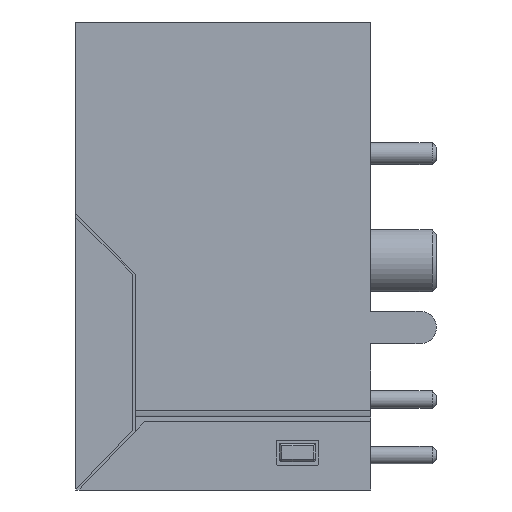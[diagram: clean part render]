
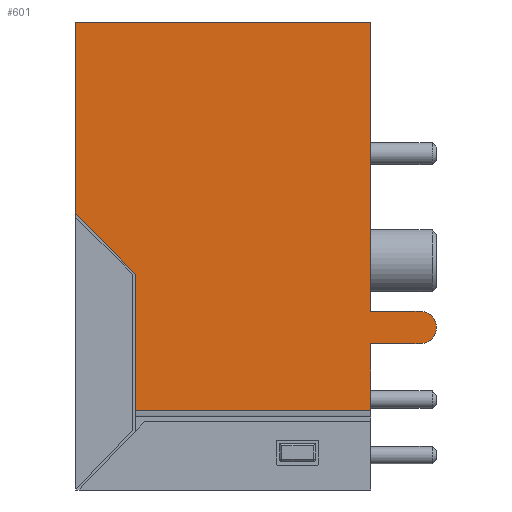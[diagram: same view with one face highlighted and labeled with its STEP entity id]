
A CAD part, left-side view. The second image highlights one B-rep face of the part: STEP entity #601.
In plain terms, the highlighted planar face has unit normal (-1, 0, 0).
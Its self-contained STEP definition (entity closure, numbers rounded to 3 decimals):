
#98 = CARTESIAN_POINT ( 'NONE',  ( 0., -15.75, -13.22 ) ) ;
#348 = LINE ( 'NONE', #7776, #2367 ) ;
#490 = ORIENTED_EDGE ( 'NONE', *, *, #7614, .T. ) ;
#601 = ADVANCED_FACE ( 'NONE', ( #8885 ), #21960, .T. ) ;
#751 = CARTESIAN_POINT ( 'NONE',  ( 0., -2.72, -21.4 ) ) ;
#1344 = CARTESIAN_POINT ( 'NONE',  ( 0., -15.75, -13.97 ) ) ;
#1353 = ORIENTED_EDGE ( 'NONE', *, *, #10649, .T. ) ;
#2157 = AXIS2_PLACEMENT_3D ( 'NONE', #23657, #10855, #7374 ) ;
#2322 = ORIENTED_EDGE ( 'NONE', *, *, #19478, .T. ) ;
#2367 = VECTOR ( 'NONE', #11132, 1000. ) ;
#2446 = VERTEX_POINT ( 'NONE', #5013 ) ;
#2686 = CARTESIAN_POINT ( 'NONE',  ( 0., -13.5, 0. ) ) ;
#3245 = VERTEX_POINT ( 'NONE', #8957 ) ;
#3463 = LINE ( 'NONE', #10870, #22069 ) ;
#3824 = AXIS2_PLACEMENT_3D ( 'NONE', #1344, #21649, #16382 ) ;
#4462 = LINE ( 'NONE', #21232, #22691 ) ;
#4501 = CARTESIAN_POINT ( 'NONE',  ( 0., -13.5, -13.22 ) ) ;
#4538 = LINE ( 'NONE', #2686, #13638 ) ;
#4716 = DIRECTION ( 'NONE',  ( 0., 0., 1. ) ) ;
#5013 = CARTESIAN_POINT ( 'NONE',  ( 0., -2.72, -17.748 ) ) ;
#5695 = ORIENTED_EDGE ( 'NONE', *, *, #12316, .T. ) ;
#5747 = CIRCLE ( 'NONE', #3824, 0.75 ) ;
#5771 = CARTESIAN_POINT ( 'NONE',  ( 0., -13.5, 0. ) ) ;
#5927 = VERTEX_POINT ( 'NONE', #7221 ) ;
#6130 = VECTOR ( 'NONE', #22803, 1000. ) ;
#7221 = CARTESIAN_POINT ( 'NONE',  ( 0., -13.5, -14.72 ) ) ;
#7374 = DIRECTION ( 'NONE',  ( 0., 0., 1. ) ) ;
#7614 = EDGE_CURVE ( 'NONE', #17164, #14004, #16573, .T. ) ;
#7776 = CARTESIAN_POINT ( 'NONE',  ( 0., -13.5, -14.72 ) ) ;
#7984 = VECTOR ( 'NONE', #24040, 1000. ) ;
#8303 = VERTEX_POINT ( 'NONE', #19461 ) ;
#8606 = VECTOR ( 'NONE', #4716, 1000. ) ;
#8676 = EDGE_LOOP ( 'NONE', ( #10209, #14913, #5695, #14452, #1353, #490, #2322, #18290, #22617, #10620 ) ) ;
#8885 = FACE_OUTER_BOUND ( 'NONE', #8676, .T. ) ;
#8957 = CARTESIAN_POINT ( 'NONE',  ( 0., -15.75, -14.72 ) ) ;
#9374 = CARTESIAN_POINT ( 'NONE',  ( 0., -12.956, -21.935 ) ) ;
#10209 = ORIENTED_EDGE ( 'NONE', *, *, #15071, .T. ) ;
#10334 = EDGE_CURVE ( 'NONE', #11011, #10847, #4538, .T. ) ;
#10620 = ORIENTED_EDGE ( 'NONE', *, *, #22176, .T. ) ;
#10649 = EDGE_CURVE ( 'NONE', #3245, #17164, #5747, .T. ) ;
#10847 = VERTEX_POINT ( 'NONE', #24127 ) ;
#10855 = DIRECTION ( 'NONE',  ( -1., 0., 0. ) ) ;
#10870 = CARTESIAN_POINT ( 'NONE',  ( 0., -13.5, -21.4 ) ) ;
#11010 = LINE ( 'NONE', #9374, #6130 ) ;
#11011 = VERTEX_POINT ( 'NONE', #5771 ) ;
#11132 = DIRECTION ( 'NONE',  ( 0., -1., 0. ) ) ;
#12143 = EDGE_CURVE ( 'NONE', #2446, #8303, #19792, .T. ) ;
#12254 = EDGE_CURVE ( 'NONE', #5927, #3245, #348, .T. ) ;
#12316 = EDGE_CURVE ( 'NONE', #8303, #5927, #4462, .T. ) ;
#13546 = DIRECTION ( 'NONE',  ( 0., 0., 1. ) ) ;
#13638 = VECTOR ( 'NONE', #19713, 1000. ) ;
#14004 = VERTEX_POINT ( 'NONE', #4501 ) ;
#14063 = CARTESIAN_POINT ( 'NONE',  ( 0., 0., -21.4 ) ) ;
#14234 = DIRECTION ( 'NONE',  ( 0., 0., -1. ) ) ;
#14452 = ORIENTED_EDGE ( 'NONE', *, *, #12254, .T. ) ;
#14913 = ORIENTED_EDGE ( 'NONE', *, *, #12143, .T. ) ;
#15071 = EDGE_CURVE ( 'NONE', #16591, #2446, #23496, .T. ) ;
#15778 = EDGE_CURVE ( 'NONE', #18820, #10847, #17707, .T. ) ;
#16382 = DIRECTION ( 'NONE',  ( 0., 0., 1. ) ) ;
#16573 = LINE ( 'NONE', #98, #7984 ) ;
#16591 = VERTEX_POINT ( 'NONE', #18319 ) ;
#17164 = VERTEX_POINT ( 'NONE', #20261 ) ;
#17707 = LINE ( 'NONE', #14063, #8606 ) ;
#17774 = CARTESIAN_POINT ( 'NONE',  ( 0., 0., -8.763 ) ) ;
#18101 = DIRECTION ( 'NONE',  ( 0., -1., 0. ) ) ;
#18290 = ORIENTED_EDGE ( 'NONE', *, *, #10334, .T. ) ;
#18319 = CARTESIAN_POINT ( 'NONE',  ( 0., -2.72, -11.529 ) ) ;
#18820 = VERTEX_POINT ( 'NONE', #17774 ) ;
#19461 = CARTESIAN_POINT ( 'NONE',  ( 0., -13.5, -17.748 ) ) ;
#19478 = EDGE_CURVE ( 'NONE', #14004, #11011, #3463, .T. ) ;
#19713 = DIRECTION ( 'NONE',  ( 0., 1., 0. ) ) ;
#19792 = LINE ( 'NONE', #22125, #19905 ) ;
#19905 = VECTOR ( 'NONE', #18101, 1000. ) ;
#20261 = CARTESIAN_POINT ( 'NONE',  ( 0., -15.75, -13.22 ) ) ;
#21232 = CARTESIAN_POINT ( 'NONE',  ( 0., -13.5, -21.4 ) ) ;
#21649 = DIRECTION ( 'NONE',  ( -1., 0., 0. ) ) ;
#21960 = PLANE ( 'NONE',  #2157 ) ;
#22069 = VECTOR ( 'NONE', #23918, 1000. ) ;
#22125 = CARTESIAN_POINT ( 'NONE',  ( 0., -13.5, -17.748 ) ) ;
#22176 = EDGE_CURVE ( 'NONE', #18820, #16591, #11010, .T. ) ;
#22617 = ORIENTED_EDGE ( 'NONE', *, *, #15778, .F. ) ;
#22691 = VECTOR ( 'NONE', #13546, 1000. ) ;
#22803 = DIRECTION ( 'NONE',  ( 0., -0.701, -0.713 ) ) ;
#22999 = VECTOR ( 'NONE', #14234, 1000. ) ;
#23496 = LINE ( 'NONE', #751, #22999 ) ;
#23657 = CARTESIAN_POINT ( 'NONE',  ( 0., -13.5, -21.4 ) ) ;
#23918 = DIRECTION ( 'NONE',  ( 0., 0., 1. ) ) ;
#24040 = DIRECTION ( 'NONE',  ( 0., 1., 0. ) ) ;
#24127 = CARTESIAN_POINT ( 'NONE',  ( 0., 0., 0. ) ) ;
